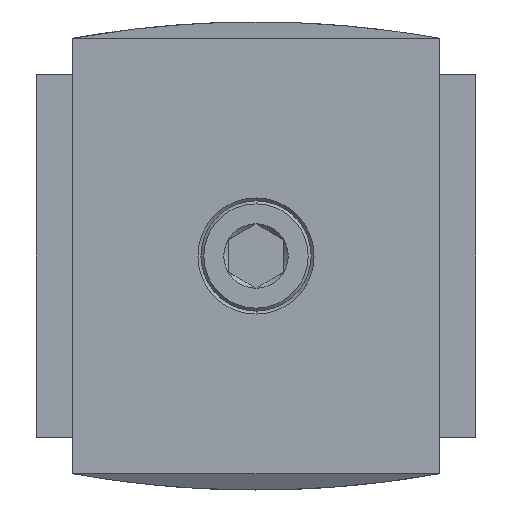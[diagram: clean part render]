
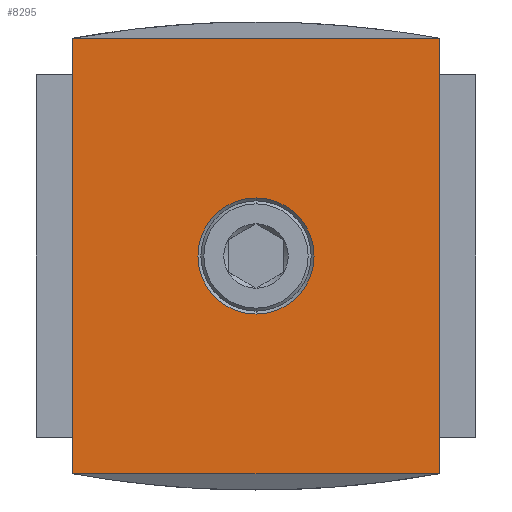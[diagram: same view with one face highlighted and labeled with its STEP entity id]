
A CAD part, front view. The second image highlights one B-rep face of the part: STEP entity #8295.
In plain terms, the highlighted planar face has unit normal (0, -1, 0).
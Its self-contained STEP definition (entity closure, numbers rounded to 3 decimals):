
#261 = VERTEX_POINT ( 'NONE', #13167 ) ;
#547 = DIRECTION ( 'NONE',  ( 0., -1., 0. ) ) ;
#772 = CARTESIAN_POINT ( 'NONE',  ( 0., -37.5, 116.435 ) ) ;
#1277 = CARTESIAN_POINT ( 'NONE',  ( -26.25, -37.5, 116.435 ) ) ;
#1900 = CARTESIAN_POINT ( 'NONE',  ( 26.25, -37.5, 116.435 ) ) ;
#2781 = DIRECTION ( 'NONE',  ( -1., 0., 0. ) ) ;
#2910 = LINE ( 'NONE', #1900, #8267 ) ;
#2995 = AXIS2_PLACEMENT_3D ( 'NONE', #10588, #3102, #11652 ) ;
#3047 = LINE ( 'NONE', #1277, #12414 ) ;
#3102 = DIRECTION ( 'NONE',  ( 0., -1., 0. ) ) ;
#3601 = EDGE_CURVE ( 'NONE', #5432, #12199, #12801, .T. ) ;
#3668 = DIRECTION ( 'NONE',  ( 1., 0., 0. ) ) ;
#3759 = EDGE_CURVE ( 'NONE', #13295, #5432, #2910, .T. ) ;
#3880 = DIRECTION ( 'NONE',  ( 0., 0., 1. ) ) ;
#3997 = VERTEX_POINT ( 'NONE', #6633 ) ;
#4211 = EDGE_CURVE ( 'NONE', #3997, #261, #9403, .T. ) ;
#4612 = DIRECTION ( 'NONE',  ( 0., 0., 1. ) ) ;
#5043 = CARTESIAN_POINT ( 'NONE',  ( 26.25, -37.5, -31.25 ) ) ;
#5432 = VERTEX_POINT ( 'NONE', #5043 ) ;
#5786 = ORIENTED_EDGE ( 'NONE', *, *, #3601, .F. ) ;
#5929 = DIRECTION ( 'NONE',  ( 0., 0., -1. ) ) ;
#6063 = CARTESIAN_POINT ( 'NONE',  ( -26.25, -37.5, 31.25 ) ) ;
#6117 = FACE_OUTER_BOUND ( 'NONE', #11256, .T. ) ;
#6633 = CARTESIAN_POINT ( 'NONE',  ( 0., -37.5, 8.331 ) ) ;
#6855 = CARTESIAN_POINT ( 'NONE',  ( -26.25, -37.5, -31.25 ) ) ;
#6998 = CARTESIAN_POINT ( 'NONE',  ( 26.25, -37.5, 31.25 ) ) ;
#7425 = ORIENTED_EDGE ( 'NONE', *, *, #11456, .F. ) ;
#7928 = CARTESIAN_POINT ( 'NONE',  ( 0., -37.5, 31.25 ) ) ;
#8092 = CARTESIAN_POINT ( 'NONE',  ( 0., -37.5, 0. ) ) ;
#8110 = CARTESIAN_POINT ( 'NONE',  ( 0., -37.5, -31.25 ) ) ;
#8175 = PLANE ( 'NONE',  #13153 ) ;
#8267 = VECTOR ( 'NONE', #10310, 1000. ) ;
#8285 = VERTEX_POINT ( 'NONE', #6063 ) ;
#8295 = ADVANCED_FACE ( 'NONE', ( #6117, #8737 ), #8175, .F. ) ;
#8517 = EDGE_CURVE ( 'NONE', #12199, #8285, #3047, .T. ) ;
#8737 = FACE_BOUND ( 'NONE', #10097, .T. ) ;
#9057 = CIRCLE ( 'NONE', #2995, 8.331 ) ;
#9403 = CIRCLE ( 'NONE', #11814, 8.331 ) ;
#9958 = VECTOR ( 'NONE', #2781, 1000. ) ;
#9973 = ORIENTED_EDGE ( 'NONE', *, *, #8517, .F. ) ;
#10097 = EDGE_LOOP ( 'NONE', ( #7425, #11116 ) ) ;
#10310 = DIRECTION ( 'NONE',  ( 0., 0., -1. ) ) ;
#10588 = CARTESIAN_POINT ( 'NONE',  ( 0., -37.5, 0. ) ) ;
#11069 = EDGE_CURVE ( 'NONE', #8285, #13295, #13108, .T. ) ;
#11116 = ORIENTED_EDGE ( 'NONE', *, *, #4211, .F. ) ;
#11256 = EDGE_LOOP ( 'NONE', ( #5786, #12155, #11752, #9973 ) ) ;
#11456 = EDGE_CURVE ( 'NONE', #261, #3997, #9057, .T. ) ;
#11652 = DIRECTION ( 'NONE',  ( 0., 0., -1. ) ) ;
#11752 = ORIENTED_EDGE ( 'NONE', *, *, #11069, .F. ) ;
#11814 = AXIS2_PLACEMENT_3D ( 'NONE', #8092, #547, #5929 ) ;
#12155 = ORIENTED_EDGE ( 'NONE', *, *, #3759, .F. ) ;
#12199 = VERTEX_POINT ( 'NONE', #6855 ) ;
#12414 = VECTOR ( 'NONE', #4612, 1000. ) ;
#12473 = DIRECTION ( 'NONE',  ( 0., 1., 0. ) ) ;
#12801 = LINE ( 'NONE', #8110, #9958 ) ;
#13108 = LINE ( 'NONE', #7928, #13605 ) ;
#13153 = AXIS2_PLACEMENT_3D ( 'NONE', #772, #12473, #3880 ) ;
#13167 = CARTESIAN_POINT ( 'NONE',  ( 0., -37.5, -8.331 ) ) ;
#13295 = VERTEX_POINT ( 'NONE', #6998 ) ;
#13605 = VECTOR ( 'NONE', #3668, 1000. ) ;
